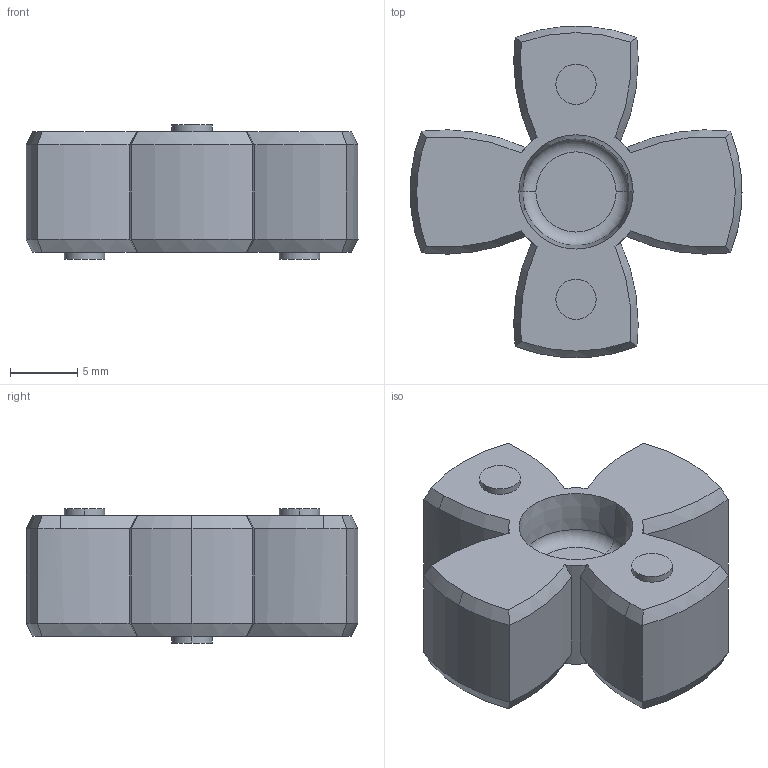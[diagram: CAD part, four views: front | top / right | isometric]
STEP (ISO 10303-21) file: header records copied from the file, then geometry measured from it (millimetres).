
FILE_DESCRIPTION (( 'STEP AP203' ), '1' );
FILE_NAME ('SJC-25-GR-SLEEVE.step', '2021-04-15T12:38:07', ( '' ), ( '' ), 'SwSTEP 2.0', 'SolidWorks 2021', '' );
FILE_SCHEMA (( 'CONFIG_CONTROL_DESIGN' ));
Length unit declared in the file: millimetre
Products named in the file (1): SJC-25-GR-SLEEVE
Bounding box: 24.7 x 24.63 x 10 mm (x, y, z)
Volume: 2630.2 mm3; surface area: 1720.7 mm2
Topology: 1 solids, 1 shells, 73 faces, 172 edges, 107 vertices
Faces by surface type: cone 34, cylinder 27, plane 8, torus 4
Entity records: 2234 total; most frequent: CARTESIAN_POINT 449, DIRECTION 391, ORIENTED_EDGE 344, AXIS2_PLACEMENT_3D 177, EDGE_CURVE 172, VERTEX_POINT 107, CIRCLE 103, EDGE_LOOP 79
